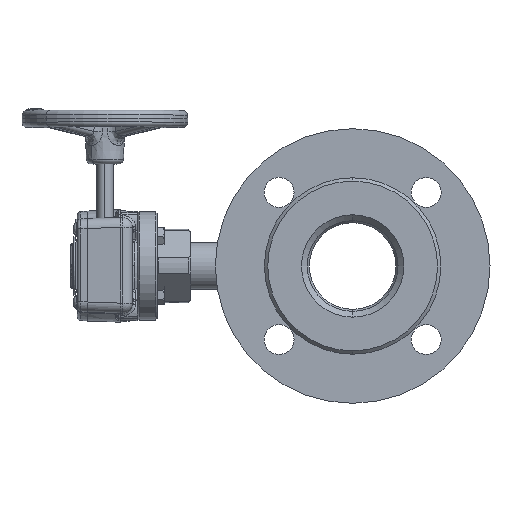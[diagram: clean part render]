
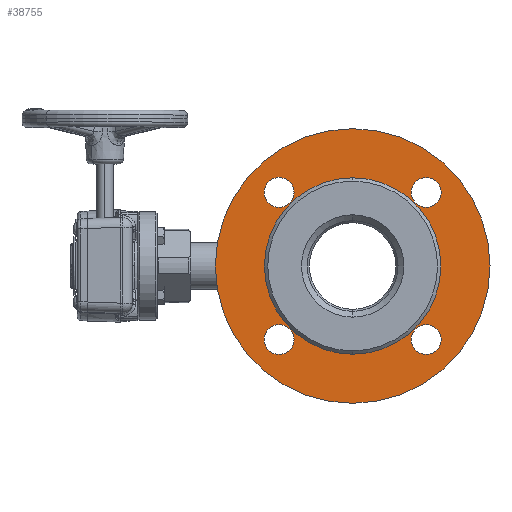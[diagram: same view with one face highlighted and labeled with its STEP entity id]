
A CAD part, left-side view. The second image highlights one B-rep face of the part: STEP entity #38755.
In plain terms, the highlighted planar face has unit normal (-1, 0, 0).
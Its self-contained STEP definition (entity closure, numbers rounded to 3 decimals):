
#181 = FACE_BOUND ( 'NONE', #44947, .T. ) ;
#308 = DIRECTION ( 'NONE',  ( -1., 0., 0. ) ) ;
#335 = AXIS2_PLACEMENT_3D ( 'NONE', #28418, #28196, #7414 ) ;
#396 = CARTESIAN_POINT ( 'NONE',  ( -113., 124.142, 0. ) ) ;
#940 = DIRECTION ( 'NONE',  ( 0., 0., 1. ) ) ;
#1914 = EDGE_CURVE ( 'NONE', #20005, #27184, #31077, .T. ) ;
#1965 = CARTESIAN_POINT ( 'NONE',  ( -113., 26.948, -44.194 ) ) ;
#2053 = ORIENTED_EDGE ( 'NONE', *, *, #11351, .F. ) ;
#2101 = EDGE_LOOP ( 'NONE', ( #7416, #31438 ) ) ;
#3822 = DIRECTION ( 'NONE',  ( 0., 0., -1. ) ) ;
#4038 = FACE_BOUND ( 'NONE', #25637, .T. ) ;
#4382 = CIRCLE ( 'NONE', #20441, 9. ) ;
#4869 = CARTESIAN_POINT ( 'NONE',  ( -113., 71.142, 82.5 ) ) ;
#4961 = CIRCLE ( 'NONE', #42152, 53. ) ;
#5434 = CIRCLE ( 'NONE', #335, 9. ) ;
#5453 = EDGE_CURVE ( 'NONE', #12748, #30177, #16102, .T. ) ;
#6881 = EDGE_LOOP ( 'NONE', ( #44663, #2053 ) ) ;
#6939 = DIRECTION ( 'NONE',  ( 0., 0., 1. ) ) ;
#7249 = PLANE ( 'NONE',  #42660 ) ;
#7414 = DIRECTION ( 'NONE',  ( 0., 0., 1. ) ) ;
#7416 = ORIENTED_EDGE ( 'NONE', *, *, #43789, .F. ) ;
#7608 = AXIS2_PLACEMENT_3D ( 'NONE', #43695, #43471, #29113 ) ;
#7893 = ORIENTED_EDGE ( 'NONE', *, *, #8504, .F. ) ;
#8504 = EDGE_CURVE ( 'NONE', #36383, #30147, #12732, .T. ) ;
#9700 = DIRECTION ( 'NONE',  ( -1., 0., 0. ) ) ;
#10017 = VERTEX_POINT ( 'NONE', #35596 ) ;
#10717 = EDGE_CURVE ( 'NONE', #24456, #16172, #38011, .T. ) ;
#10945 = DIRECTION ( 'NONE',  ( -1., 0., 0. ) ) ;
#11290 = CIRCLE ( 'NONE', #27379, 53. ) ;
#11351 = EDGE_CURVE ( 'NONE', #16172, #24456, #4382, .T. ) ;
#11448 = CIRCLE ( 'NONE', #41347, 9. ) ;
#11942 = CARTESIAN_POINT ( 'NONE',  ( -113., 71.142, 53. ) ) ;
#12732 = CIRCLE ( 'NONE', #38272, 9. ) ;
#12748 = VERTEX_POINT ( 'NONE', #31047 ) ;
#13160 = DIRECTION ( 'NONE',  ( -1., 0., 0. ) ) ;
#13433 = FACE_BOUND ( 'NONE', #15349, .T. ) ;
#13742 = DIRECTION ( 'NONE',  ( -1., 0., 0. ) ) ;
#13949 = DIRECTION ( 'NONE',  ( 0., 0., 1. ) ) ;
#13973 = DIRECTION ( 'NONE',  ( -1., 0., 0. ) ) ;
#13988 = EDGE_CURVE ( 'NONE', #30147, #36383, #42411, .T. ) ;
#14074 = VERTEX_POINT ( 'NONE', #44164 ) ;
#15153 = CARTESIAN_POINT ( 'NONE',  ( -113., 26.948, -35.194 ) ) ;
#15225 = VERTEX_POINT ( 'NONE', #11942 ) ;
#15349 = EDGE_LOOP ( 'NONE', ( #17758, #7893 ) ) ;
#16102 = CIRCLE ( 'NONE', #42326, 82.5 ) ;
#16172 = VERTEX_POINT ( 'NONE', #17353 ) ;
#16181 = AXIS2_PLACEMENT_3D ( 'NONE', #17022, #9700, #23877 ) ;
#16473 = DIRECTION ( 'NONE',  ( 0., 0., -1. ) ) ;
#16997 = DIRECTION ( 'NONE',  ( 0., 0., 1. ) ) ;
#17022 = CARTESIAN_POINT ( 'NONE',  ( -113., 115.337, 44.194 ) ) ;
#17152 = CARTESIAN_POINT ( 'NONE',  ( -113., 26.948, -44.194 ) ) ;
#17353 = CARTESIAN_POINT ( 'NONE',  ( -113., 26.948, -53.194 ) ) ;
#17758 = ORIENTED_EDGE ( 'NONE', *, *, #13988, .F. ) ;
#17773 = ORIENTED_EDGE ( 'NONE', *, *, #35508, .F. ) ;
#18064 = ORIENTED_EDGE ( 'NONE', *, *, #27273, .F. ) ;
#18316 = AXIS2_PLACEMENT_3D ( 'NONE', #1965, #13160, #39861 ) ;
#20005 = VERTEX_POINT ( 'NONE', #27769 ) ;
#20441 = AXIS2_PLACEMENT_3D ( 'NONE', #17152, #13742, #16473 ) ;
#20605 = CARTESIAN_POINT ( 'NONE',  ( -113., 115.337, 35.194 ) ) ;
#20800 = AXIS2_PLACEMENT_3D ( 'NONE', #39723, #42707, #940 ) ;
#22010 = CARTESIAN_POINT ( 'NONE',  ( -113., 115.337, 53.194 ) ) ;
#22250 = CIRCLE ( 'NONE', #20800, 82.5 ) ;
#23858 = DIRECTION ( 'NONE',  ( -1., 0., 0. ) ) ;
#23877 = DIRECTION ( 'NONE',  ( 0., 0., -1. ) ) ;
#24301 = DIRECTION ( 'NONE',  ( -1., 0., 0. ) ) ;
#24456 = VERTEX_POINT ( 'NONE', #15153 ) ;
#24461 = DIRECTION ( 'NONE',  ( 0., 0., 1. ) ) ;
#24843 = EDGE_CURVE ( 'NONE', #15225, #14074, #4961, .T. ) ;
#25272 = CARTESIAN_POINT ( 'NONE',  ( -113., 115.337, -35.194 ) ) ;
#25637 = EDGE_LOOP ( 'NONE', ( #18064, #41724 ) ) ;
#25859 = CIRCLE ( 'NONE', #7608, 9. ) ;
#26658 = AXIS2_PLACEMENT_3D ( 'NONE', #42241, #13973, #24461 ) ;
#27184 = VERTEX_POINT ( 'NONE', #25272 ) ;
#27273 = EDGE_CURVE ( 'NONE', #10017, #27278, #5434, .T. ) ;
#27278 = VERTEX_POINT ( 'NONE', #35252 ) ;
#27352 = FACE_BOUND ( 'NONE', #2101, .T. ) ;
#27379 = AXIS2_PLACEMENT_3D ( 'NONE', #35445, #308, #6939 ) ;
#27769 = CARTESIAN_POINT ( 'NONE',  ( -113., 115.337, -53.194 ) ) ;
#27863 = CARTESIAN_POINT ( 'NONE',  ( -113., 71.142, 0. ) ) ;
#27939 = CARTESIAN_POINT ( 'NONE',  ( -113., 115.337, -44.194 ) ) ;
#28196 = DIRECTION ( 'NONE',  ( -1., 0., 0. ) ) ;
#28418 = CARTESIAN_POINT ( 'NONE',  ( -113., 26.948, 44.194 ) ) ;
#28527 = EDGE_LOOP ( 'NONE', ( #40365, #32058 ) ) ;
#29113 = DIRECTION ( 'NONE',  ( 0., 0., 1. ) ) ;
#29680 = ORIENTED_EDGE ( 'NONE', *, *, #24843, .F. ) ;
#30147 = VERTEX_POINT ( 'NONE', #22010 ) ;
#30177 = VERTEX_POINT ( 'NONE', #4869 ) ;
#31047 = CARTESIAN_POINT ( 'NONE',  ( -113., 71.142, -82.5 ) ) ;
#31077 = CIRCLE ( 'NONE', #26658, 9. ) ;
#31438 = ORIENTED_EDGE ( 'NONE', *, *, #1914, .F. ) ;
#32058 = ORIENTED_EDGE ( 'NONE', *, *, #5453, .T. ) ;
#33436 = DIRECTION ( 'NONE',  ( 0., 0., 1. ) ) ;
#35252 = CARTESIAN_POINT ( 'NONE',  ( -113., 26.948, 35.194 ) ) ;
#35305 = FACE_BOUND ( 'NONE', #6881, .T. ) ;
#35445 = CARTESIAN_POINT ( 'NONE',  ( -113., 71.142, 0. ) ) ;
#35508 = EDGE_CURVE ( 'NONE', #14074, #15225, #11290, .T. ) ;
#35596 = CARTESIAN_POINT ( 'NONE',  ( -113., 26.948, 53.194 ) ) ;
#36383 = VERTEX_POINT ( 'NONE', #20605 ) ;
#37636 = DIRECTION ( 'NONE',  ( -1., 0., 0. ) ) ;
#37940 = EDGE_CURVE ( 'NONE', #30177, #12748, #22250, .T. ) ;
#38011 = CIRCLE ( 'NONE', #18316, 9. ) ;
#38272 = AXIS2_PLACEMENT_3D ( 'NONE', #44461, #37636, #40818 ) ;
#38524 = FACE_OUTER_BOUND ( 'NONE', #28527, .T. ) ;
#38755 = ADVANCED_FACE ( 'NONE', ( #35305, #4038, #13433, #27352, #181, #38524 ), #7249, .F. ) ;
#39723 = CARTESIAN_POINT ( 'NONE',  ( -113., 71.142, 0. ) ) ;
#39861 = DIRECTION ( 'NONE',  ( 0., 0., -1. ) ) ;
#40017 = EDGE_CURVE ( 'NONE', #27278, #10017, #25859, .T. ) ;
#40365 = ORIENTED_EDGE ( 'NONE', *, *, #37940, .T. ) ;
#40498 = CARTESIAN_POINT ( 'NONE',  ( -113., 71.142, 0. ) ) ;
#40818 = DIRECTION ( 'NONE',  ( 0., 0., -1. ) ) ;
#41276 = DIRECTION ( 'NONE',  ( 1., 0., 0. ) ) ;
#41347 = AXIS2_PLACEMENT_3D ( 'NONE', #27939, #24301, #16997 ) ;
#41724 = ORIENTED_EDGE ( 'NONE', *, *, #40017, .F. ) ;
#42152 = AXIS2_PLACEMENT_3D ( 'NONE', #27863, #10945, #13949 ) ;
#42241 = CARTESIAN_POINT ( 'NONE',  ( -113., 115.337, -44.194 ) ) ;
#42326 = AXIS2_PLACEMENT_3D ( 'NONE', #40498, #23858, #33436 ) ;
#42411 = CIRCLE ( 'NONE', #16181, 9. ) ;
#42660 = AXIS2_PLACEMENT_3D ( 'NONE', #396, #41276, #3822 ) ;
#42707 = DIRECTION ( 'NONE',  ( -1., 0., 0. ) ) ;
#43471 = DIRECTION ( 'NONE',  ( -1., 0., 0. ) ) ;
#43695 = CARTESIAN_POINT ( 'NONE',  ( -113., 26.948, 44.194 ) ) ;
#43789 = EDGE_CURVE ( 'NONE', #27184, #20005, #11448, .T. ) ;
#44164 = CARTESIAN_POINT ( 'NONE',  ( -113., 71.142, -53. ) ) ;
#44461 = CARTESIAN_POINT ( 'NONE',  ( -113., 115.337, 44.194 ) ) ;
#44663 = ORIENTED_EDGE ( 'NONE', *, *, #10717, .F. ) ;
#44947 = EDGE_LOOP ( 'NONE', ( #17773, #29680 ) ) ;
